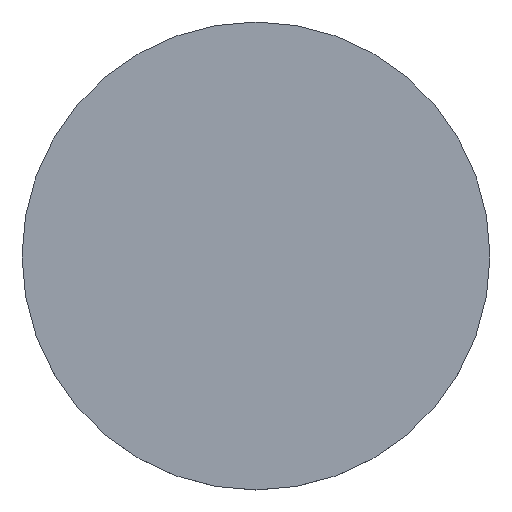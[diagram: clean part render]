
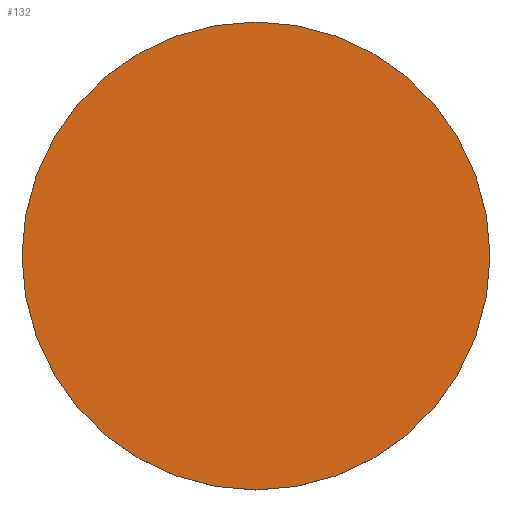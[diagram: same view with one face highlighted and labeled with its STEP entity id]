
A CAD part, top view. The second image highlights one B-rep face of the part: STEP entity #132.
In plain terms, the highlighted planar face has unit normal (0, 0, 1).
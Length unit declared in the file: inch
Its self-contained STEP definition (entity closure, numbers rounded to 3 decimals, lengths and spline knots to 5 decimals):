
#1 = VERTEX_POINT ( 'NONE', #4 ) ;
#2 = DIRECTION ( 'NONE',  ( 1., 0., 0. ) ) ;
#4 = CARTESIAN_POINT ( 'NONE',  ( 2.46063, 0., 0.23622 ) ) ;
#12 = CIRCLE ( 'NONE', #110, 2.46063 ) ;
#19 = DIRECTION ( 'NONE',  ( 1., 0., 0. ) ) ;
#23 = EDGE_CURVE ( 'NONE', #1, #104, #12, .T. ) ;
#27 = CARTESIAN_POINT ( 'NONE',  ( 0., 0., 0.23622 ) ) ;
#41 = DIRECTION ( 'NONE',  ( 1., 0., 0. ) ) ;
#56 = DIRECTION ( 'NONE',  ( 0., 0., 1. ) ) ;
#65 = AXIS2_PLACEMENT_3D ( 'NONE', #27, #96, #41 ) ;
#68 = ORIENTED_EDGE ( 'NONE', *, *, #83, .T. ) ;
#78 = EDGE_LOOP ( 'NONE', ( #68, #151 ) ) ;
#83 = EDGE_CURVE ( 'NONE', #104, #1, #103, .T. ) ;
#96 = DIRECTION ( 'NONE',  ( 0., 0., 1. ) ) ;
#103 = CIRCLE ( 'NONE', #150, 2.46063 ) ;
#104 = VERTEX_POINT ( 'NONE', #139 ) ;
#107 = DIRECTION ( 'NONE',  ( 0., 0., 1. ) ) ;
#110 = AXIS2_PLACEMENT_3D ( 'NONE', #170, #56, #2 ) ;
#132 = ADVANCED_FACE ( 'NONE', ( #154 ), #152, .T. ) ;
#139 = CARTESIAN_POINT ( 'NONE',  ( -2.46063, 0., 0.23622 ) ) ;
#150 = AXIS2_PLACEMENT_3D ( 'NONE', #171, #107, #19 ) ;
#151 = ORIENTED_EDGE ( 'NONE', *, *, #23, .T. ) ;
#152 = PLANE ( 'NONE',  #65 ) ;
#154 = FACE_OUTER_BOUND ( 'NONE', #78, .T. ) ;
#170 = CARTESIAN_POINT ( 'NONE',  ( 0., 0., 0.23622 ) ) ;
#171 = CARTESIAN_POINT ( 'NONE',  ( 0., 0., 0.23622 ) ) ;
